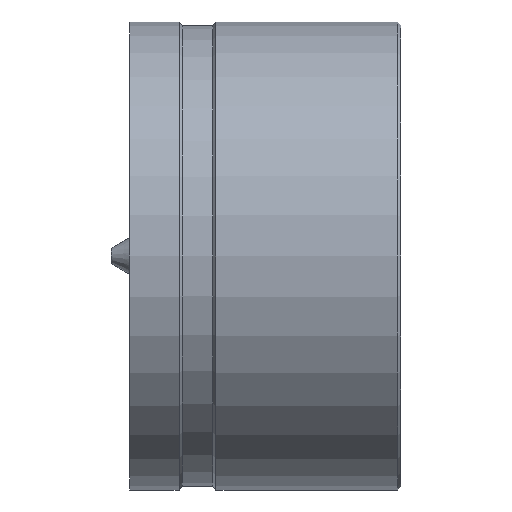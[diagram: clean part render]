
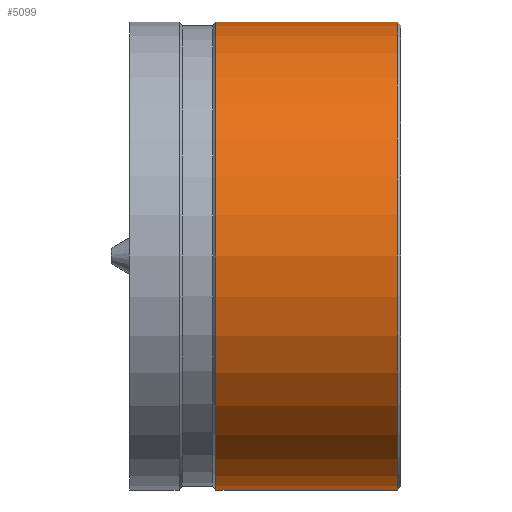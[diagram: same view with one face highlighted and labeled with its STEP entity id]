
A CAD part, left-side view. The second image highlights one B-rep face of the part: STEP entity #5099.
In plain terms, the highlighted cylindrical face has radius 19 mm (diameter 38 mm), a partial arc.
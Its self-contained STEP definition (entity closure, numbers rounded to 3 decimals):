
#827 = CARTESIAN_POINT ( 'NONE',  ( 0., 15., -19. ) ) ;
#1109 = VECTOR ( 'NONE', #12843, 1000. ) ;
#1370 = FACE_OUTER_BOUND ( 'NONE', #8994, .T. ) ;
#1887 = ORIENTED_EDGE ( 'NONE', *, *, #11651, .T. ) ;
#1937 = ORIENTED_EDGE ( 'NONE', *, *, #4215, .F. ) ;
#2292 = CARTESIAN_POINT ( 'NONE',  ( 0., 22., 19. ) ) ;
#2998 = CYLINDRICAL_SURFACE ( 'NONE', #4620, 19. ) ;
#3050 = DIRECTION ( 'NONE',  ( 0., 1., 0. ) ) ;
#3940 = ORIENTED_EDGE ( 'NONE', *, *, #6428, .T. ) ;
#4215 = EDGE_CURVE ( 'NONE', #6698, #8382, #8451, .T. ) ;
#4256 = VERTEX_POINT ( 'NONE', #827 ) ;
#4615 = DIRECTION ( 'NONE',  ( 0., 0., -1. ) ) ;
#4620 = AXIS2_PLACEMENT_3D ( 'NONE', #11268, #7297, #5257 ) ;
#4802 = CARTESIAN_POINT ( 'NONE',  ( 0., 0.25, 19. ) ) ;
#4867 = DIRECTION ( 'NONE',  ( 0., -1., 0. ) ) ;
#5099 = ADVANCED_FACE ( 'NONE', ( #1370 ), #2998, .T. ) ;
#5257 = DIRECTION ( 'NONE',  ( 0., 0., -1. ) ) ;
#6420 = LINE ( 'NONE', #12886, #1109 ) ;
#6428 = EDGE_CURVE ( 'NONE', #4256, #9373, #6420, .T. ) ;
#6653 = DIRECTION ( 'NONE',  ( 0., -1., 0. ) ) ;
#6698 = VERTEX_POINT ( 'NONE', #10106 ) ;
#6964 = EDGE_CURVE ( 'NONE', #6698, #4256, #7962, .T. ) ;
#7039 = CARTESIAN_POINT ( 'NONE',  ( 0., 0.25, 0. ) ) ;
#7203 = VECTOR ( 'NONE', #4867, 1000. ) ;
#7297 = DIRECTION ( 'NONE',  ( 0., -1., 0. ) ) ;
#7769 = AXIS2_PLACEMENT_3D ( 'NONE', #7039, #3050, #8950 ) ;
#7962 = CIRCLE ( 'NONE', #9978, 19. ) ;
#8382 = VERTEX_POINT ( 'NONE', #4802 ) ;
#8451 = LINE ( 'NONE', #2292, #7203 ) ;
#8950 = DIRECTION ( 'NONE',  ( 0., 0., 1. ) ) ;
#8994 = EDGE_LOOP ( 'NONE', ( #1937, #9143, #3940, #1887 ) ) ;
#9143 = ORIENTED_EDGE ( 'NONE', *, *, #6964, .T. ) ;
#9373 = VERTEX_POINT ( 'NONE', #10283 ) ;
#9978 = AXIS2_PLACEMENT_3D ( 'NONE', #10567, #6653, #4615 ) ;
#10106 = CARTESIAN_POINT ( 'NONE',  ( 0., 15., 19. ) ) ;
#10283 = CARTESIAN_POINT ( 'NONE',  ( 0., 0.25, -19. ) ) ;
#10567 = CARTESIAN_POINT ( 'NONE',  ( 0., 15., 0. ) ) ;
#11268 = CARTESIAN_POINT ( 'NONE',  ( 0., 22., 0. ) ) ;
#11651 = EDGE_CURVE ( 'NONE', #9373, #8382, #11656, .T. ) ;
#11656 = CIRCLE ( 'NONE', #7769, 19. ) ;
#12843 = DIRECTION ( 'NONE',  ( 0., -1., 0. ) ) ;
#12886 = CARTESIAN_POINT ( 'NONE',  ( 0., 22., -19. ) ) ;
